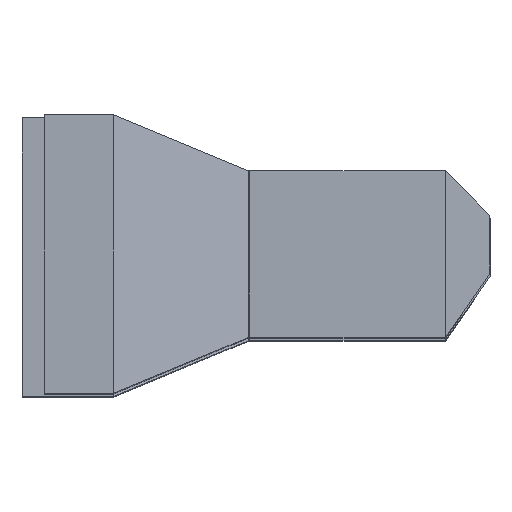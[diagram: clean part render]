
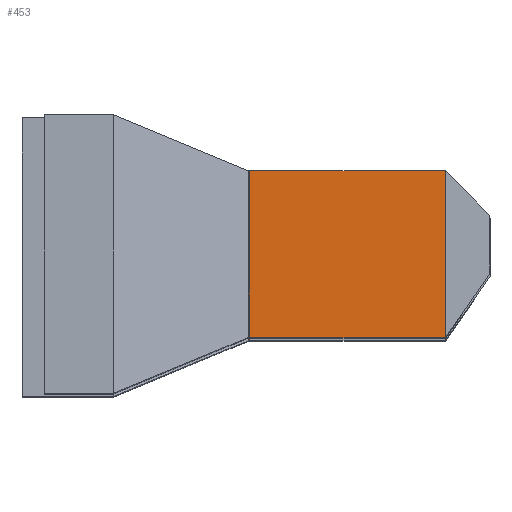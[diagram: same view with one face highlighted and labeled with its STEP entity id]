
A CAD part, top view. The second image highlights one B-rep face of the part: STEP entity #453.
In plain terms, the highlighted planar face has unit normal (0, 0, 1).
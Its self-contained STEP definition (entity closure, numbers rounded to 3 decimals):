
#220=CARTESIAN_POINT('',(27.634,10.443,76.557));
#221=VERTEX_POINT('',#220);
#222=CARTESIAN_POINT('',(27.634,8.943,76.557));
#223=VERTEX_POINT('',#222);
#224=CARTESIAN_POINT('',(27.634,10.443,76.557));
#225=DIRECTION('',(-0.,-1.,-0.));
#226=VECTOR('',#225,1.5);
#227=LINE('',#224,#226);
#228=EDGE_CURVE('',#221,#223,#227,.T.);
#306=CARTESIAN_POINT('',(29.4,10.443,76.557));
#307=VERTEX_POINT('',#306);
#308=CARTESIAN_POINT('',(27.634,10.443,76.557));
#309=DIRECTION('',(1.,-0.,0.));
#310=VECTOR('',#309,1.766);
#311=LINE('',#308,#310);
#312=EDGE_CURVE('',#221,#307,#311,.T.);
#414=CARTESIAN_POINT('',(29.4,8.943,76.557));
#415=VERTEX_POINT('',#414);
#422=CARTESIAN_POINT('',(27.634,8.943,76.557));
#423=DIRECTION('',(1.,-0.,0.));
#424=VECTOR('',#423,1.766);
#425=LINE('',#422,#424);
#426=EDGE_CURVE('',#223,#415,#425,.T.);
#437=CARTESIAN_POINT('',(25.8,9.693,76.557));
#438=DIRECTION('',(-0.,0.,1.));
#439=DIRECTION('',(1.,0.,0.));
#440=AXIS2_PLACEMENT_3D('',#437,#438,#439);
#441=PLANE('',#440);
#442=ORIENTED_EDGE('',*,*,#426,.T.);
#443=CARTESIAN_POINT('',(29.4,8.943,76.557));
#444=DIRECTION('',(0.,1.,0.));
#445=VECTOR('',#444,1.5);
#446=LINE('',#443,#445);
#447=EDGE_CURVE('',#415,#307,#446,.T.);
#448=ORIENTED_EDGE('',*,*,#447,.T.);
#449=ORIENTED_EDGE('',*,*,#312,.F.);
#450=ORIENTED_EDGE('',*,*,#228,.T.);
#451=EDGE_LOOP('',(#442,#448,#449,#450));
#452=FACE_BOUND('',#451,.T.);
#453=ADVANCED_FACE('',(#452),#441,.T.);
